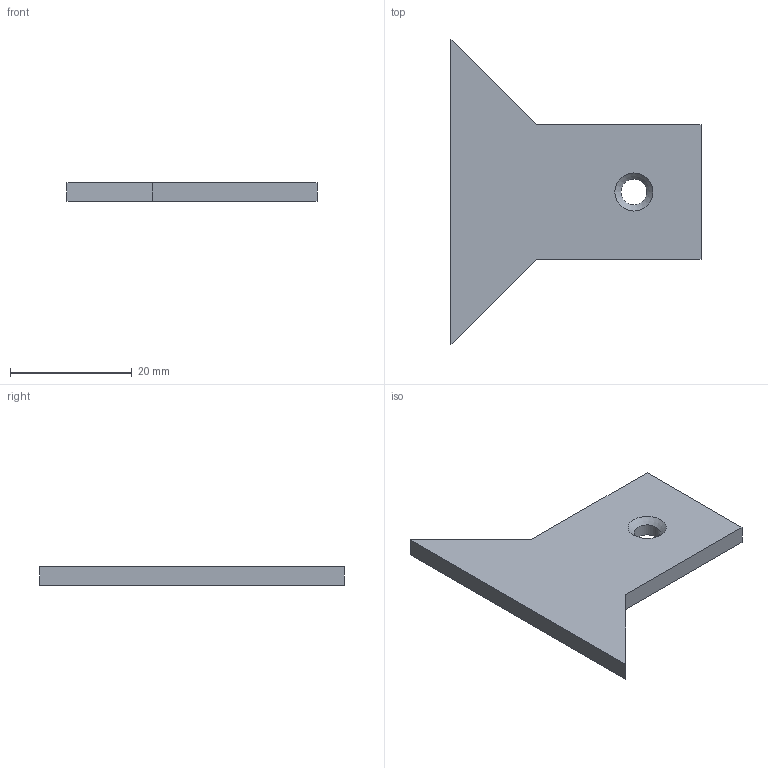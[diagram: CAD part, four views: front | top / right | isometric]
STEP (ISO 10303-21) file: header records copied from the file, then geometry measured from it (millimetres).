
FILE_DESCRIPTION(/* description */ ('STEP AP214'),/* implementation_level */ '2;1');
FILE_NAME(/* name */ '60b04aee946bf20d45c9ab5f',/* time_stamp */ '2021-05-28T01:44:15+00:00',/* author */ (''),/* organization */ (''),/* preprocessor_version */ 'ST-DEVELOPER v18.1',/* originating_system */ ' ',/* authorisation */ ' ');
FILE_SCHEMA (('AUTOMOTIVE_DESIGN {1 0 10303 214 3 1 1}'));
Length unit declared in the file: metre
Products named in the file (1): endstop
Bounding box: 41 x 50 x 3 mm (x, y, z)
Volume: 3243.7 mm3; surface area: 2698 mm2
Topology: 1 solids, 1 shells, 10 faces, 23 edges, 15 vertices
Faces by surface type: plane 8, cylinder 1, cone 1
Full cylindrical faces by diameter (mm): 4.25 x1
Entity records: 306 total; most frequent: CARTESIAN_POINT 47, DIRECTION 46, ORIENTED_EDGE 42, EDGE_CURVE 21, LINE 18, VECTOR 18, VERTEX_POINT 15, EDGE_LOOP 14
